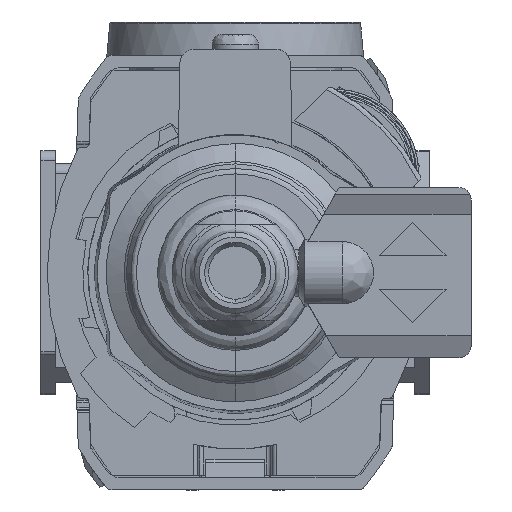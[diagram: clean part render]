
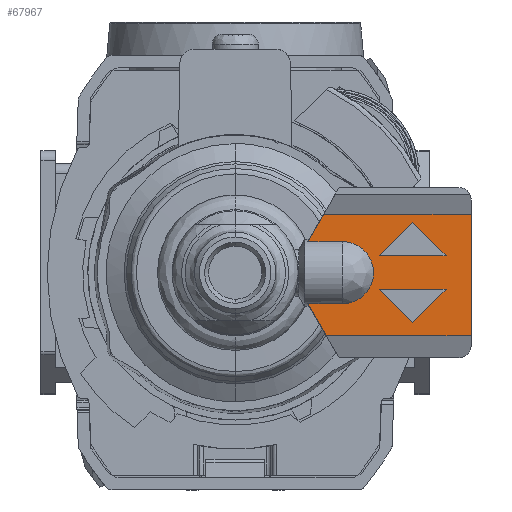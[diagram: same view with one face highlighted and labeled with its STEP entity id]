
A CAD part, front view. The second image highlights one B-rep face of the part: STEP entity #67967.
In plain terms, the highlighted planar face has unit normal (0, -1, 0).
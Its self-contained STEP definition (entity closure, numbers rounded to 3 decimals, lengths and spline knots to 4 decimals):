
#274 = CARTESIAN_POINT ( 'NONE',  ( 0.3423, -4.2477, 0.1466 ) ) ;
#357 = CARTESIAN_POINT ( 'NONE',  ( 0.8358, -4.2477, -0.2362 ) ) ;
#1281 = EDGE_CURVE ( 'NONE', #35787, #58247, #18223, .T. ) ;
#2522 = VECTOR ( 'NONE', #15625, 39.3701 ) ;
#2628 = CARTESIAN_POINT ( 'NONE',  ( 0.5051, -4.2477, -0.1466 ) ) ;
#2831 = ORIENTED_EDGE ( 'NONE', *, *, #90843, .F. ) ;
#3103 = EDGE_CURVE ( 'NONE', #58247, #56129, #74010, .T. ) ;
#5424 = AXIS2_PLACEMENT_3D ( 'NONE', #16271, #23365, #32324 ) ;
#7937 = ORIENTED_EDGE ( 'NONE', *, *, #41252, .F. ) ;
#8399 = DIRECTION ( 'NONE',  ( 0.707, 0., 0.707 ) ) ;
#9087 = ORIENTED_EDGE ( 'NONE', *, *, #18424, .F. ) ;
#9249 = DIRECTION ( 'NONE',  ( -1., 0., 0. ) ) ;
#9938 = ORIENTED_EDGE ( 'NONE', *, *, #33420, .F. ) ;
#9985 = AXIS2_PLACEMENT_3D ( 'NONE', #73329, #46345, #31234 ) ;
#11018 = EDGE_CURVE ( 'NONE', #68760, #68313, #12994, .T. ) ;
#11103 = VECTOR ( 'NONE', #76299, 39.3701 ) ;
#11636 = LINE ( 'NONE', #70258, #24594 ) ;
#12994 = CIRCLE ( 'NONE', #5424, 0.1466 ) ;
#13607 = VECTOR ( 'NONE', #84872, 39.3701 ) ;
#14135 = CARTESIAN_POINT ( 'NONE',  ( 0.4168, -4.2477, 0.2756 ) ) ;
#15191 = CARTESIAN_POINT ( 'NONE',  ( 0.6783, -4.2477, 0.0787 ) ) ;
#15419 = CARTESIAN_POINT ( 'NONE',  ( 1.1122, -4.2477, -0.2981 ) ) ;
#15559 = DIRECTION ( 'NONE',  ( 1., 0., 0. ) ) ;
#15625 = DIRECTION ( 'NONE',  ( -0.707, 0., 0.707 ) ) ;
#15673 = CARTESIAN_POINT ( 'NONE',  ( 1.1115, -4.2477, 0.2756 ) ) ;
#15899 = CARTESIAN_POINT ( 'NONE',  ( 0.9933, -4.2477, 0.0787 ) ) ;
#16271 = CARTESIAN_POINT ( 'NONE',  ( 0.5051, -4.2477, 0. ) ) ;
#16547 = LINE ( 'NONE', #30273, #2522 ) ;
#17068 = VERTEX_POINT ( 'NONE', #86021 ) ;
#18223 = LINE ( 'NONE', #68337, #13607 ) ;
#18424 = EDGE_CURVE ( 'NONE', #56129, #30841, #38819, .T. ) ;
#23365 = DIRECTION ( 'NONE',  ( 0., -1., 0. ) ) ;
#24594 = VECTOR ( 'NONE', #54690, 39.3701 ) ;
#25017 = CARTESIAN_POINT ( 'NONE',  ( 0.4297, -4.2477, -0.2981 ) ) ;
#26273 = CARTESIAN_POINT ( 'NONE',  ( 0.3423, -4.2477, -0.1466 ) ) ;
#26495 = VERTEX_POINT ( 'NONE', #34801 ) ;
#28846 = LINE ( 'NONE', #85150, #57876 ) ;
#29582 = ORIENTED_EDGE ( 'NONE', *, *, #1281, .F. ) ;
#30273 = CARTESIAN_POINT ( 'NONE',  ( 0.9933, -4.2477, 0.0787 ) ) ;
#30676 = VECTOR ( 'NONE', #38123, 39.3701 ) ;
#30682 = CARTESIAN_POINT ( 'NONE',  ( 1.1122, -4.2477, 0.0787 ) ) ;
#30759 = EDGE_CURVE ( 'NONE', #39126, #34240, #46610, .T. ) ;
#30770 = FACE_BOUND ( 'NONE', #73985, .T. ) ;
#30841 = VERTEX_POINT ( 'NONE', #26273 ) ;
#31234 = DIRECTION ( 'NONE',  ( 0., 0., 1. ) ) ;
#32324 = DIRECTION ( 'NONE',  ( 0., 0., -1. ) ) ;
#32458 = VECTOR ( 'NONE', #70437, 39.3701 ) ;
#32770 = EDGE_CURVE ( 'NONE', #17068, #39126, #79334, .T. ) ;
#33005 = EDGE_CURVE ( 'NONE', #30841, #68760, #11636, .T. ) ;
#33125 = DIRECTION ( 'NONE',  ( -0.5, 0., 0.866 ) ) ;
#33420 = EDGE_CURVE ( 'NONE', #26495, #81196, #34690, .T. ) ;
#34240 = VERTEX_POINT ( 'NONE', #57873 ) ;
#34690 = LINE ( 'NONE', #48384, #11103 ) ;
#34801 = CARTESIAN_POINT ( 'NONE',  ( 0.8358, -4.2477, 0.2362 ) ) ;
#35501 = DIRECTION ( 'NONE',  ( 0.5, 0., 0.866 ) ) ;
#35787 = VERTEX_POINT ( 'NONE', #15673 ) ;
#38123 = DIRECTION ( 'NONE',  ( -1., 0., 0. ) ) ;
#38819 = LINE ( 'NONE', #54408, #52181 ) ;
#39119 = VECTOR ( 'NONE', #85582, 39.3701 ) ;
#39126 = VERTEX_POINT ( 'NONE', #40094 ) ;
#39233 = FACE_OUTER_BOUND ( 'NONE', #40260, .T. ) ;
#40094 = CARTESIAN_POINT ( 'NONE',  ( 0.9933, -4.2477, -0.0787 ) ) ;
#40260 = EDGE_LOOP ( 'NONE', ( #53868, #57067, #9087, #51066, #29582, #73990, #2831, #48759 ) ) ;
#41208 = EDGE_CURVE ( 'NONE', #34240, #17068, #63836, .T. ) ;
#41252 = EDGE_CURVE ( 'NONE', #81196, #80507, #80314, .T. ) ;
#42423 = EDGE_CURVE ( 'NONE', #54368, #35787, #47196, .T. ) ;
#44490 = PLANE ( 'NONE',  #9985 ) ;
#46345 = DIRECTION ( 'NONE',  ( 0., 1., 0. ) ) ;
#46610 = LINE ( 'NONE', #74986, #30676 ) ;
#47196 = LINE ( 'NONE', #68471, #92089 ) ;
#48384 = CARTESIAN_POINT ( 'NONE',  ( 0.8358, -4.2477, 0.2362 ) ) ;
#48759 = ORIENTED_EDGE ( 'NONE', *, *, #81507, .F. ) ;
#51066 = ORIENTED_EDGE ( 'NONE', *, *, #3103, .F. ) ;
#51669 = VECTOR ( 'NONE', #9249, 39.3701 ) ;
#52181 = VECTOR ( 'NONE', #33125, 39.3701 ) ;
#53868 = ORIENTED_EDGE ( 'NONE', *, *, #11018, .F. ) ;
#54027 = EDGE_CURVE ( 'NONE', #80507, #26495, #16547, .T. ) ;
#54032 = CARTESIAN_POINT ( 'NONE',  ( 1.1115, -4.2477, -0.2981 ) ) ;
#54199 = ORIENTED_EDGE ( 'NONE', *, *, #41208, .F. ) ;
#54368 = VERTEX_POINT ( 'NONE', #14135 ) ;
#54408 = CARTESIAN_POINT ( 'NONE',  ( 0.4297, -4.2477, -0.2981 ) ) ;
#54690 = DIRECTION ( 'NONE',  ( 1., 0., 0. ) ) ;
#56129 = VERTEX_POINT ( 'NONE', #25017 ) ;
#56283 = LINE ( 'NONE', #69029, #32458 ) ;
#57067 = ORIENTED_EDGE ( 'NONE', *, *, #33005, .F. ) ;
#57873 = CARTESIAN_POINT ( 'NONE',  ( 0.6783, -4.2477, -0.0787 ) ) ;
#57876 = VECTOR ( 'NONE', #35501, 39.3701 ) ;
#58247 = VERTEX_POINT ( 'NONE', #54032 ) ;
#59147 = FACE_BOUND ( 'NONE', #83914, .T. ) ;
#60831 = VECTOR ( 'NONE', #8399, 39.3701 ) ;
#61524 = ORIENTED_EDGE ( 'NONE', *, *, #54027, .F. ) ;
#63836 = LINE ( 'NONE', #92669, #39119 ) ;
#64487 = ORIENTED_EDGE ( 'NONE', *, *, #30759, .F. ) ;
#67967 = ADVANCED_FACE ( 'NONE', ( #30770, #39233, #59147 ), #44490, .F. ) ;
#68313 = VERTEX_POINT ( 'NONE', #82154 ) ;
#68337 = CARTESIAN_POINT ( 'NONE',  ( 1.1115, -4.2477, 0.2756 ) ) ;
#68471 = CARTESIAN_POINT ( 'NONE',  ( 1.1122, -4.2477, 0.2756 ) ) ;
#68760 = VERTEX_POINT ( 'NONE', #2628 ) ;
#69029 = CARTESIAN_POINT ( 'NONE',  ( 0.6626, -4.2477, 0.1466 ) ) ;
#70258 = CARTESIAN_POINT ( 'NONE',  ( 0.6626, -4.2477, -0.1466 ) ) ;
#70437 = DIRECTION ( 'NONE',  ( -1., 0., 0. ) ) ;
#70778 = VECTOR ( 'NONE', #15559, 39.3701 ) ;
#72032 = ORIENTED_EDGE ( 'NONE', *, *, #32770, .F. ) ;
#73329 = CARTESIAN_POINT ( 'NONE',  ( 1.1122, -4.2477, 0.2756 ) ) ;
#73985 = EDGE_LOOP ( 'NONE', ( #9938, #61524, #7937 ) ) ;
#73990 = ORIENTED_EDGE ( 'NONE', *, *, #42423, .F. ) ;
#74010 = LINE ( 'NONE', #15419, #51669 ) ;
#74986 = CARTESIAN_POINT ( 'NONE',  ( 1.1122, -4.2477, -0.0787 ) ) ;
#76299 = DIRECTION ( 'NONE',  ( -0.707, 0., -0.707 ) ) ;
#79334 = LINE ( 'NONE', #357, #60831 ) ;
#80314 = LINE ( 'NONE', #30682, #70778 ) ;
#80507 = VERTEX_POINT ( 'NONE', #15899 ) ;
#81196 = VERTEX_POINT ( 'NONE', #15191 ) ;
#81507 = EDGE_CURVE ( 'NONE', #68313, #93417, #56283, .T. ) ;
#82154 = CARTESIAN_POINT ( 'NONE',  ( 0.5051, -4.2477, 0.1466 ) ) ;
#83914 = EDGE_LOOP ( 'NONE', ( #64487, #72032, #54199 ) ) ;
#84872 = DIRECTION ( 'NONE',  ( 0., 0., -1. ) ) ;
#85150 = CARTESIAN_POINT ( 'NONE',  ( 0.2576, -4.2477, 0. ) ) ;
#85582 = DIRECTION ( 'NONE',  ( 0.707, 0., -0.707 ) ) ;
#86021 = CARTESIAN_POINT ( 'NONE',  ( 0.8358, -4.2477, -0.2362 ) ) ;
#89290 = DIRECTION ( 'NONE',  ( 1., 0., 0. ) ) ;
#90843 = EDGE_CURVE ( 'NONE', #93417, #54368, #28846, .T. ) ;
#92089 = VECTOR ( 'NONE', #89290, 39.3701 ) ;
#92669 = CARTESIAN_POINT ( 'NONE',  ( 0.6783, -4.2477, -0.0787 ) ) ;
#93417 = VERTEX_POINT ( 'NONE', #274 ) ;
